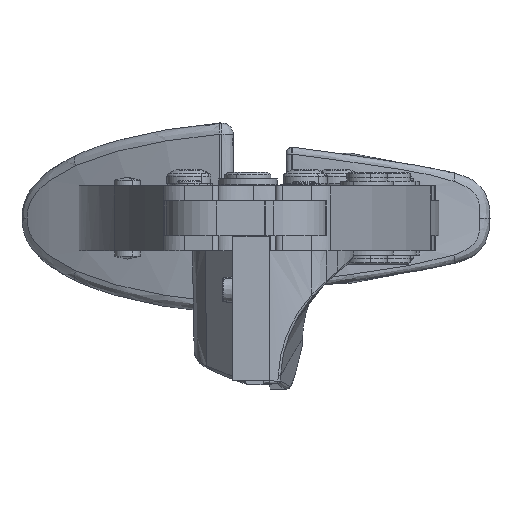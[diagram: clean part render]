
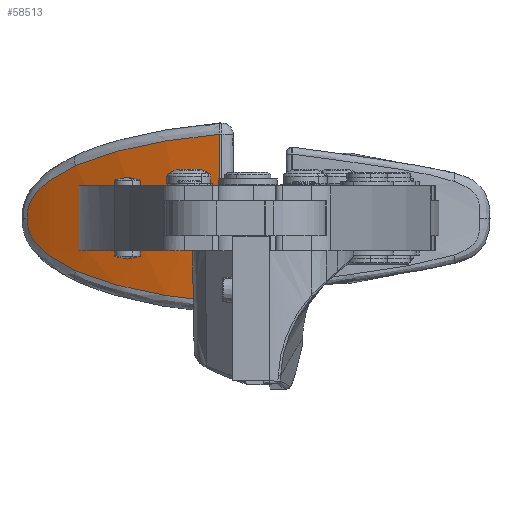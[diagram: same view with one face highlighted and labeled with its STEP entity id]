
A CAD part, left-side view. The second image highlights one B-rep face of the part: STEP entity #58513.
In plain terms, the highlighted cylindrical face has radius 95 mm (diameter 190 mm), a partial arc.
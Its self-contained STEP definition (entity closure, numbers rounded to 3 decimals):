
#58495=AXIS2_PLACEMENT_3D('Cylinder Axis2P3D',#58492,#58493,#58494) ;
#58499=AXIS2_PLACEMENT_3D('Circle Axis2P3D',#58497,#58498,$) ;
#1274=CARTESIAN_POINT('Vertex',(83.12,70.017,24.)) ;
#1314=CARTESIAN_POINT('Vertex',(83.12,70.017,35.2)) ;
#1317=CARTESIAN_POINT('Line Origine',(83.12,70.017,34.2)) ;
#1353=CARTESIAN_POINT('Vertex',(74.968,46.915,44.14)) ;
#1356=CARTESIAN_POINT('Line Origine',(74.968,46.915,39.67)) ;
#1360=CARTESIAN_POINT('Vertex',(74.968,46.915,35.2)) ;
#9721=CARTESIAN_POINT('Vertex',(84.035,71.779,38.716)) ;
#9725=CARTESIAN_POINT('Control Point',(74.968,46.915,44.14)) ;
#9726=CARTESIAN_POINT('Control Point',(75.384,48.87,43.963)) ;
#9727=CARTESIAN_POINT('Control Point',(75.849,50.798,43.759)) ;
#9728=CARTESIAN_POINT('Control Point',(76.358,52.693,43.524)) ;
#9729=CARTESIAN_POINT('Control Point',(77.204,55.547,43.115)) ;
#9730=CARTESIAN_POINT('Control Point',(78.138,58.304,42.627)) ;
#9731=CARTESIAN_POINT('Control Point',(78.474,59.253,42.447)) ;
#9732=CARTESIAN_POINT('Control Point',(79.353,61.637,41.962)) ;
#9733=CARTESIAN_POINT('Control Point',(80.284,63.926,41.411)) ;
#9734=CARTESIAN_POINT('Control Point',(80.865,65.278,41.05)) ;
#9735=CARTESIAN_POINT('Control Point',(81.867,67.489,40.396)) ;
#9736=CARTESIAN_POINT('Control Point',(82.866,69.526,39.671)) ;
#9737=CARTESIAN_POINT('Control Point',(83.271,70.326,39.362)) ;
#9738=CARTESIAN_POINT('Control Point',(83.666,71.086,39.042)) ;
#9739=CARTESIAN_POINT('Control Point',(84.035,71.779,38.716)) ;
#13660=CARTESIAN_POINT('Vertex',(74.968,46.915,15.06)) ;
#13838=CARTESIAN_POINT('Line Origine',(74.968,46.915,19.53)) ;
#13842=CARTESIAN_POINT('Vertex',(74.968,46.915,24.)) ;
#14317=CARTESIAN_POINT('Vertex',(84.035,71.779,20.484)) ;
#14321=CARTESIAN_POINT('Control Point',(84.035,71.779,20.484)) ;
#14322=CARTESIAN_POINT('Control Point',(84.717,73.058,21.086)) ;
#14323=CARTESIAN_POINT('Control Point',(85.386,74.256,21.714)) ;
#14324=CARTESIAN_POINT('Control Point',(86.031,75.361,22.371)) ;
#14325=CARTESIAN_POINT('Control Point',(86.827,76.678,23.287)) ;
#14326=CARTESIAN_POINT('Control Point',(87.499,77.749,24.253)) ;
#14327=CARTESIAN_POINT('Control Point',(87.658,78.001,24.497)) ;
#14328=CARTESIAN_POINT('Control Point',(88.301,79.009,25.558)) ;
#14329=CARTESIAN_POINT('Control Point',(88.761,79.703,26.676)) ;
#14330=CARTESIAN_POINT('Control Point',(88.99,80.042,27.552)) ;
#14331=CARTESIAN_POINT('Control Point',(89.113,80.224,28.525)) ;
#14332=CARTESIAN_POINT('Control Point',(89.111,80.221,29.6)) ;
#14333=CARTESIAN_POINT('Vertex',(89.111,80.221,29.6)) ;
#43760=CARTESIAN_POINT('Control Point',(74.968,46.915,15.06)) ;
#43761=CARTESIAN_POINT('Control Point',(75.384,48.87,15.237)) ;
#43762=CARTESIAN_POINT('Control Point',(75.849,50.798,15.441)) ;
#43763=CARTESIAN_POINT('Control Point',(76.358,52.693,15.676)) ;
#43764=CARTESIAN_POINT('Control Point',(77.204,55.547,16.085)) ;
#43765=CARTESIAN_POINT('Control Point',(78.138,58.304,16.573)) ;
#43766=CARTESIAN_POINT('Control Point',(78.474,59.253,16.753)) ;
#43767=CARTESIAN_POINT('Control Point',(79.353,61.637,17.238)) ;
#43768=CARTESIAN_POINT('Control Point',(80.284,63.926,17.789)) ;
#43769=CARTESIAN_POINT('Control Point',(80.865,65.278,18.15)) ;
#43770=CARTESIAN_POINT('Control Point',(81.867,67.489,18.804)) ;
#43771=CARTESIAN_POINT('Control Point',(82.866,69.526,19.529)) ;
#43772=CARTESIAN_POINT('Control Point',(83.271,70.326,19.838)) ;
#43773=CARTESIAN_POINT('Control Point',(83.666,71.086,20.158)) ;
#43774=CARTESIAN_POINT('Control Point',(84.035,71.779,20.484)) ;
#46418=CARTESIAN_POINT('Control Point',(84.035,71.779,38.716)) ;
#46419=CARTESIAN_POINT('Control Point',(84.637,72.909,38.184)) ;
#46420=CARTESIAN_POINT('Control Point',(85.23,73.976,37.632)) ;
#46421=CARTESIAN_POINT('Control Point',(85.805,74.972,37.057)) ;
#46422=CARTESIAN_POINT('Control Point',(86.629,76.354,36.148)) ;
#46423=CARTESIAN_POINT('Control Point',(87.341,77.499,35.186)) ;
#46424=CARTESIAN_POINT('Control Point',(87.569,77.862,34.85)) ;
#46425=CARTESIAN_POINT('Control Point',(88.276,78.972,33.706)) ;
#46426=CARTESIAN_POINT('Control Point',(88.769,79.714,32.496)) ;
#46427=CARTESIAN_POINT('Control Point',(88.993,80.046,31.625)) ;
#46428=CARTESIAN_POINT('Control Point',(89.113,80.224,30.664)) ;
#46429=CARTESIAN_POINT('Control Point',(89.111,80.221,29.6)) ;
#49877=CARTESIAN_POINT('Control Point',(83.12,70.017,24.)) ;
#49878=CARTESIAN_POINT('Control Point',(80.901,65.634,24.)) ;
#49879=CARTESIAN_POINT('Control Point',(78.966,61.106,24.)) ;
#49880=CARTESIAN_POINT('Control Point',(77.326,56.46,24.)) ;
#49881=CARTESIAN_POINT('Control Point',(75.992,51.721,24.)) ;
#49882=CARTESIAN_POINT('Control Point',(74.968,46.915,24.)) ;
#58492=CARTESIAN_POINT('Axis2P3D Location',(167.881,27.115,29.6)) ;
#58497=CARTESIAN_POINT('Axis2P3D Location',(167.881,27.115,35.2)) ;
#1318=DIRECTION('Vector Direction',(0.,0.,-1.)) ;
#1357=DIRECTION('Vector Direction',(0.,0.,1.)) ;
#13839=DIRECTION('Vector Direction',(0.,0.,1.)) ;
#58493=DIRECTION('Axis2P3D Direction',(0.,0.,1.)) ;
#58494=DIRECTION('Axis2P3D XDirection',(-0.769,0.64,0.)) ;
#58498=DIRECTION('Axis2P3D Direction',(0.,0.,1.)) ;
#1319=VECTOR('Line Direction',#1318,1.) ;
#1358=VECTOR('Line Direction',#1357,1.) ;
#13840=VECTOR('Line Direction',#13839,1.) ;
#58503=ORIENTED_EDGE('',*,*,#1362,.T.) ;
#58504=ORIENTED_EDGE('',*,*,#9740,.F.) ;
#58505=ORIENTED_EDGE('',*,*,#46430,.F.) ;
#58506=ORIENTED_EDGE('',*,*,#14335,.F.) ;
#58507=ORIENTED_EDGE('',*,*,#43775,.F.) ;
#58508=ORIENTED_EDGE('',*,*,#13844,.T.) ;
#58509=ORIENTED_EDGE('',*,*,#49883,.T.) ;
#58510=ORIENTED_EDGE('',*,*,#1321,.F.) ;
#58511=ORIENTED_EDGE('',*,*,#58501,.F.) ;
#58513=ADVANCED_FACE('Hauptk\X2\00F6\X0\rper',(#58512),#58496,.T.) ;
#9724=B_SPLINE_CURVE_WITH_KNOTS('',5,(#9725,#9726,#9727,#9728,#9729,#9730,#9731,#9732,#9733,#9734,#9735,#9736,#9737,#9738,#9739),.UNSPECIFIED.,.F.,.U.,(6,3,3,3,6),(93.928,103.23,108.205,115.926,121.296),.UNSPECIFIED.) ;
#14320=B_SPLINE_CURVE_WITH_KNOTS('',5,(#14321,#14322,#14323,#14324,#14325,#14326,#14327,#14328,#14329,#14330,#14331,#14332),.UNSPECIFIED.,.F.,.U.,(6,3,3,6),(105.64,112.154,114.317,121.463),.UNSPECIFIED.) ;
#43759=B_SPLINE_CURVE_WITH_KNOTS('',5,(#43760,#43761,#43762,#43763,#43764,#43765,#43766,#43767,#43768,#43769,#43770,#43771,#43772,#43773,#43774),.UNSPECIFIED.,.F.,.U.,(6,3,3,3,6),(93.928,103.23,108.205,115.926,121.296),.UNSPECIFIED.) ;
#46417=B_SPLINE_CURVE_WITH_KNOTS('',5,(#46418,#46419,#46420,#46421,#46422,#46423,#46424,#46425,#46426,#46427,#46428,#46429),.UNSPECIFIED.,.F.,.U.,(6,3,3,6),(105.635,111.388,114.386,121.454),.UNSPECIFIED.) ;
#49876=B_SPLINE_CURVE_WITH_KNOTS('',5,(#49877,#49878,#49879,#49880,#49881,#49882),.UNSPECIFIED.,.F.,.U.,(6,6),(0.,34.742),.UNSPECIFIED.) ;
#58500=CIRCLE('generated circle',#58499,95.) ;
#58496=CYLINDRICAL_SURFACE('generated cylinder',#58495,95.) ;
#1321=EDGE_CURVE('',#1315,#1275,#1320,.T.) ;
#1362=EDGE_CURVE('',#1361,#1354,#1359,.T.) ;
#9740=EDGE_CURVE('',#9722,#1354,#9724,.F.) ;
#13844=EDGE_CURVE('',#13661,#13843,#13841,.T.) ;
#14335=EDGE_CURVE('',#14318,#14334,#14320,.T.) ;
#43775=EDGE_CURVE('',#13661,#14318,#43759,.T.) ;
#46430=EDGE_CURVE('',#14334,#9722,#46417,.F.) ;
#49883=EDGE_CURVE('',#13843,#1275,#49876,.F.) ;
#58501=EDGE_CURVE('',#1361,#1315,#58500,.F.) ;
#58502=EDGE_LOOP('',(#58503,#58504,#58505,#58506,#58507,#58508,#58509,#58510,#58511)) ;
#58512=FACE_OUTER_BOUND('',#58502,.T.) ;
#1320=LINE('Line',#1317,#1319) ;
#1359=LINE('Line',#1356,#1358) ;
#13841=LINE('Line',#13838,#13840) ;
#1275=VERTEX_POINT('',#1274) ;
#1315=VERTEX_POINT('',#1314) ;
#1354=VERTEX_POINT('',#1353) ;
#1361=VERTEX_POINT('',#1360) ;
#9722=VERTEX_POINT('',#9721) ;
#13661=VERTEX_POINT('',#13660) ;
#13843=VERTEX_POINT('',#13842) ;
#14318=VERTEX_POINT('',#14317) ;
#14334=VERTEX_POINT('',#14333) ;
